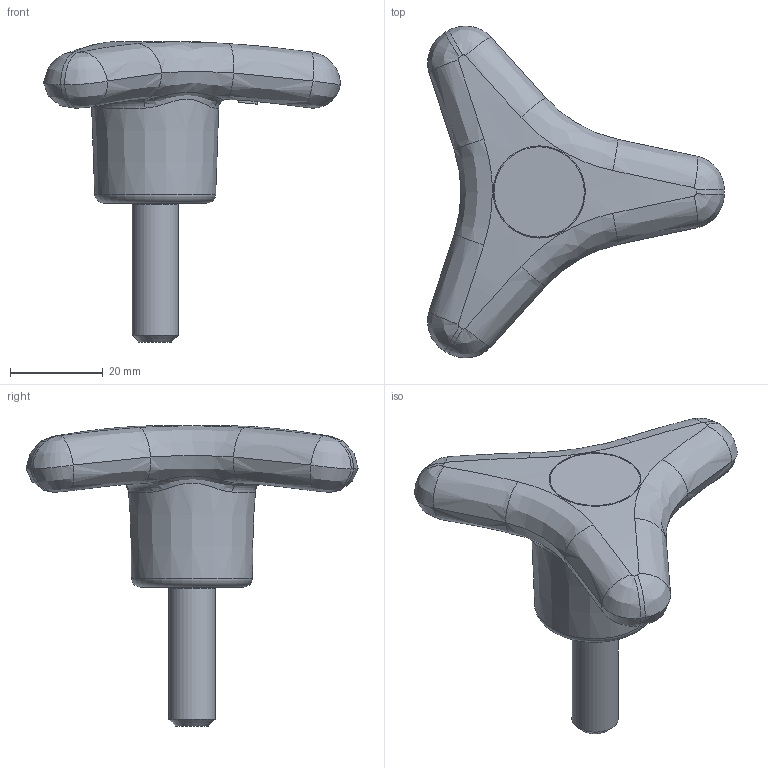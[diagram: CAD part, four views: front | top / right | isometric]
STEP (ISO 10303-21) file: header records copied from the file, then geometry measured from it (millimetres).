
FILE_DESCRIPTION(/* description */ ('File step'),/* implementation_level */ '2;1');
FILE_NAME(/* name */ '6320230',/* time_stamp */ '2022-01-24T16:45:14+01:00',/* author */ ('Zorzan D.'),/* organization */ ('Gamm Srl.'),/* preprocessor_version */ 'ST-DEVELOPER v16.7',/* originating_system */ 'Solid Edge',/* authorisation */ 'Unknown');
FILE_SCHEMA (('CONFIG_CONTROL_DESIGN'));
Length unit declared in the file: millimetre
Products named in the file (1): Parte18
Bounding box: 64.11 x 71.7 x 64.8 mm (x, y, z)
Volume: 35807.9 mm3; surface area: 9731.9 mm2
Topology: 1 solids, 2 shells, 123 faces, 310 edges, 197 vertices
Faces by surface type: plane 57, bspline 35, torus 14, sphere 10, cylinder 4, cone 3
Full cylindrical faces by diameter (mm): 10 x1, 15.85 x1, 19.9 x2
Entity records: 7424 total; most frequent: CARTESIAN_POINT 3834, ORIENTED_EDGE 586, DIRECTION 556, EDGE_CURVE 293, AXIS2_PLACEMENT_3D 253, VERTEX_POINT 193, CIRCLE 164, EDGE_LOOP 142
